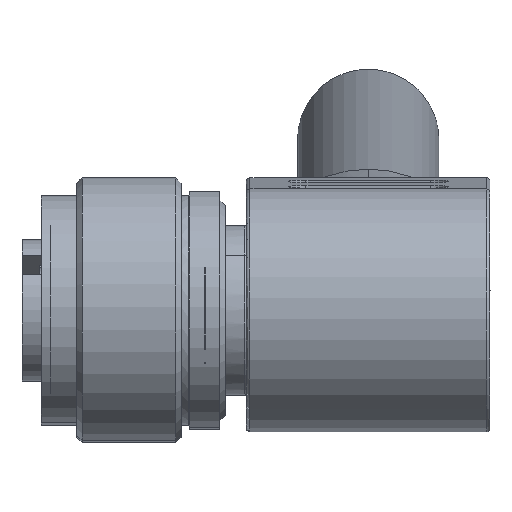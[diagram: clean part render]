
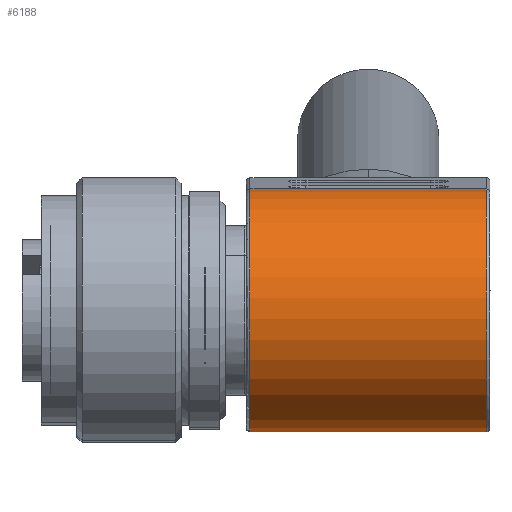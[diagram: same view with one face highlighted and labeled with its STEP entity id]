
A CAD part, top view. The second image highlights one B-rep face of the part: STEP entity #6188.
In plain terms, the highlighted cylindrical face has radius 6.891 mm (diameter 13.782 mm), a partial arc.
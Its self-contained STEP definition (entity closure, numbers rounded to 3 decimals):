
#311=CARTESIAN_POINT('',(15.125,0.,0.));
#312=DIRECTION('',(1.,0.,0.));
#313=DIRECTION('',(0.,0.997,0.077));
#314=AXIS2_PLACEMENT_3D('',#311,#312,#313);
#331=DIRECTION('',(1.,0.,0.));
#332=VECTOR('',#331,13.38);
#333=CARTESIAN_POINT('',(15.125,6.871,0.529));
#334=LINE('',#333,#332);
#335=DIRECTION('',(-1.,0.,0.));
#336=VECTOR('',#335,13.38);
#337=CARTESIAN_POINT('',(28.505,-6.871,
-0.529));
#338=LINE('',#337,#336);
#380=CARTESIAN_POINT('',(28.505,0.,0.));
#381=DIRECTION('',(-1.,0.,0.));
#382=DIRECTION('',(0.,-0.997,-0.077));
#383=AXIS2_PLACEMENT_3D('',#380,#381,#382);
#4733=CARTESIAN_POINT('',(15.125,-6.871,
-0.529));
#4734=VERTEX_POINT('',#4733);
#4735=CARTESIAN_POINT('',(28.505,-6.871,
-0.529));
#4736=VERTEX_POINT('',#4735);
#4817=CARTESIAN_POINT('',(15.125,6.871,0.529));
#4818=VERTEX_POINT('',#4817);
#4819=CARTESIAN_POINT('',(28.505,6.871,0.529));
#4820=VERTEX_POINT('',#4819);
#6175=CARTESIAN_POINT('',(14.858,0.,0.));
#6176=DIRECTION('',(1.,0.,0.));
#6177=DIRECTION('',(0.,0.997,0.077));
#6178=AXIS2_PLACEMENT_3D('',#6175,#6176,#6177);
#6179=CYLINDRICAL_SURFACE('',#6178,6.891);
#6180=ORIENTED_EDGE('',*,*,#6165,.F.);
#6182=ORIENTED_EDGE('',*,*,#6181,.T.);
#6184=ORIENTED_EDGE('',*,*,#6183,.F.);
#6185=ORIENTED_EDGE('',*,*,#5768,.T.);
#6186=EDGE_LOOP('',(#6180,#6182,#6184,#6185));
#6187=FACE_OUTER_BOUND('',#6186,.F.);
#315=CIRCLE('',#314,6.891);
#384=CIRCLE('',#383,6.891);
#5768=EDGE_CURVE('',#4736,#4734,#338,.T.);
#6165=EDGE_CURVE('',#4818,#4734,#315,.T.);
#6181=EDGE_CURVE('',#4818,#4820,#334,.T.);
#6183=EDGE_CURVE('',#4736,#4820,#384,.T.);
#6188=ADVANCED_FACE('',(#6187),#6179,.T.);
